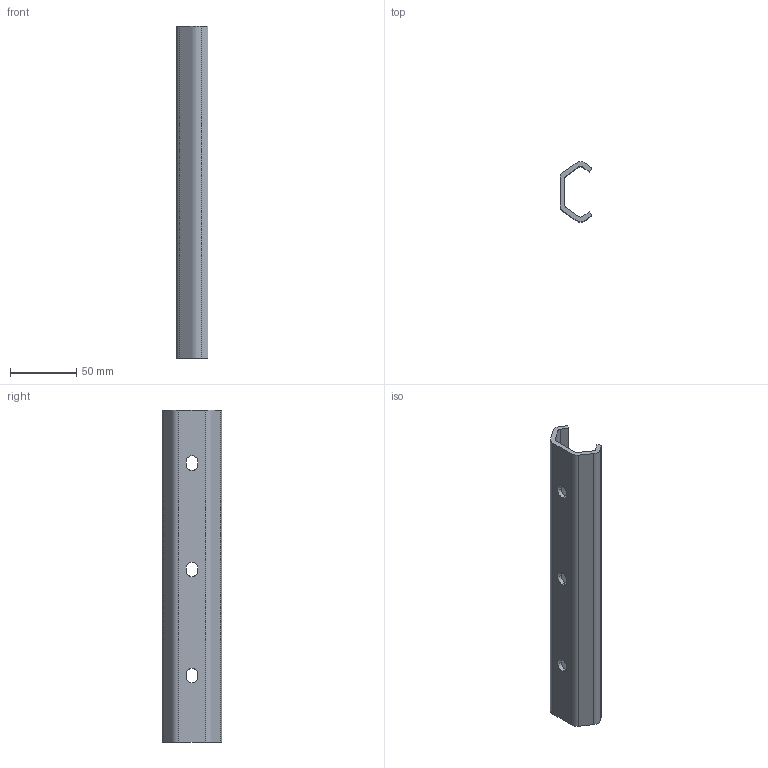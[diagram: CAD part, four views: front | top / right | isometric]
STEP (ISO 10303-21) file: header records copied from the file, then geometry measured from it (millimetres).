
FILE_DESCRIPTION (( 'STEP AP214' ), '1' );
FILE_NAME ('CRT_252DBC58D3.step', '2024-06-11T20:53:16', ( '' ), ( '' ), 'SwSTEP 2.0', 'SolidWorks 2022', '' );
FILE_SCHEMA (( 'AUTOMOTIVE_DESIGN' ));
Length unit declared in the file: inch
Products named in the file (2): H8BDuNoU8m_CADModel_0; CRT_252DBC58D3
Assembly tree (1 placements, depth 2):
  CRT_252DBC58D3
    H8BDuNoU8m_CADModel_0
Bounding box: 24 x 45.15 x 250 mm (x, y, z)
Volume: 63880.3 mm3; surface area: 39109.8 mm2
Topology: 1 solids, 1 shells, 37 faces, 105 edges, 70 vertices
Faces by surface type: plane 20, cylinder 17
Entity records: 1780 total; most frequent: DIRECTION 221, CARTESIAN_POINT 216, ORIENTED_EDGE 210, EDGE_CURVE 105, AXIS2_PLACEMENT_3D 75, VECTOR 71, LINE 71, VERTEX_POINT 70
